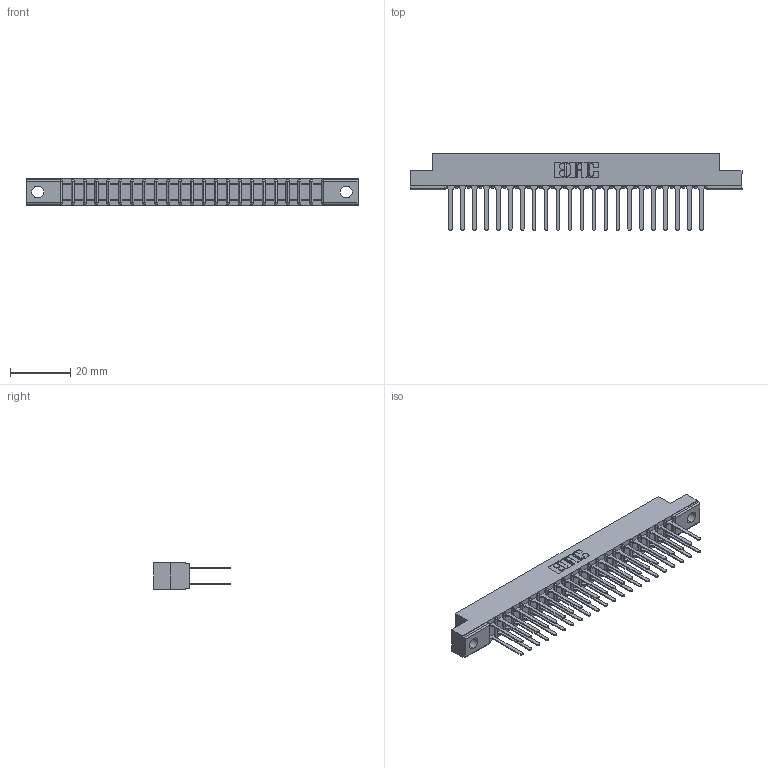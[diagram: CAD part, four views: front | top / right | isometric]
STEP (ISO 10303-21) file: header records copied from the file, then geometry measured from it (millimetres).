
FILE_DESCRIPTION (( 'STEP AP203' ), '1' );
FILE_NAME ('357-044-542-204.STEP', '2018-08-11T12:19:52', ( '' ), ( '' ), 'SwSTEP 2.0', 'SolidWorks 2016', '' );
FILE_SCHEMA (( 'CONFIG_CONTROL_DESIGN' ));
Length unit declared in the file: inch
Products named in the file (3): 307 Part_.156 Dia Mounting Holes; 307-290-001_542; 357-044-542-204
Assembly tree (45 placements, depth 2):
  357-044-542-204
    307 Part_.156 Dia Mounting Holes
    307-290-001_542  x44
Bounding box: 110.19 x 25.43 x 8.71 mm (x, y, z)
Volume: 7269.4 mm3; surface area: 13664 mm2
Topology: 45 solids, 45 shells, 2179 faces, 6079 edges, 3930 vertices
Faces by surface type: plane 1448, cylinder 685, sphere 46
Entity records: 22416 total; most frequent: CARTESIAN_POINT 3676, ORIENTED_EDGE 3638, DIRECTION 3601, EDGE_CURVE 1819, LINE 1395, VECTOR 1395, VERTEX_POINT 1178, AXIS2_PLACEMENT_3D 1103
